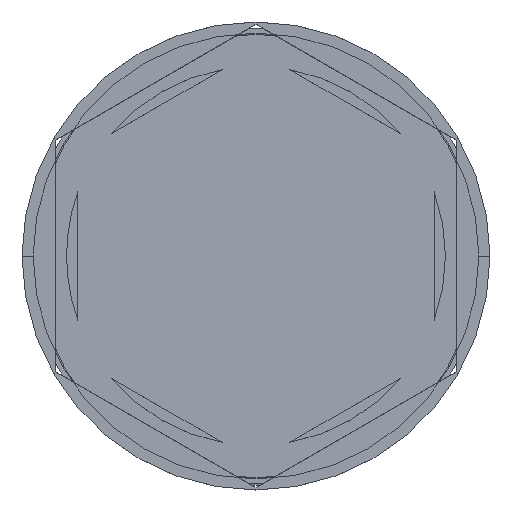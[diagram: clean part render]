
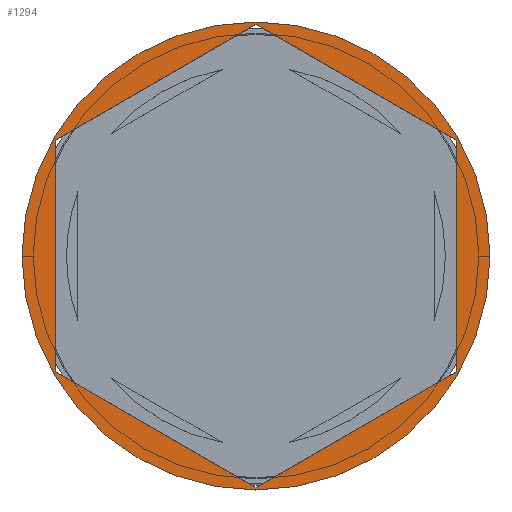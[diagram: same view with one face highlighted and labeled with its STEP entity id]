
A CAD part, top view. The second image highlights one B-rep face of the part: STEP entity #1294.
In plain terms, the highlighted planar face has unit normal (0, 0, 1).
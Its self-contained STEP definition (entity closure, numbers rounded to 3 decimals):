
#55 = LINE ( 'NONE', #843, #2332 ) ;
#64 = CARTESIAN_POINT ( 'NONE',  ( 10.5, 0., 0. ) ) ;
#97 = EDGE_CURVE ( 'NONE', #1678, #1749, #104, .T. ) ;
#104 = LINE ( 'NONE', #1272, #1027 ) ;
#143 = DIRECTION ( 'NONE',  ( -0.866, 0.5, 0. ) ) ;
#144 = CARTESIAN_POINT ( 'NONE',  ( 0., -10.392, 0. ) ) ;
#173 = DIRECTION ( 'NONE',  ( 0., 0., 1. ) ) ;
#175 = VECTOR ( 'NONE', #143, 1000. ) ;
#208 = VERTEX_POINT ( 'NONE', #569 ) ;
#213 = CIRCLE ( 'NONE', #2359, 10.5 ) ;
#235 = ORIENTED_EDGE ( 'NONE', *, *, #2512, .F. ) ;
#237 = CARTESIAN_POINT ( 'NONE',  ( 0., 0., 0. ) ) ;
#238 = ORIENTED_EDGE ( 'NONE', *, *, #585, .F. ) ;
#257 = EDGE_CURVE ( 'NONE', #573, #1177, #213, .T. ) ;
#267 = CARTESIAN_POINT ( 'NONE',  ( 0., 0., 0. ) ) ;
#269 = DIRECTION ( 'NONE',  ( -0.866, -0.5, 0. ) ) ;
#290 = DIRECTION ( 'NONE',  ( 0.866, -0.5, 0. ) ) ;
#344 = VECTOR ( 'NONE', #553, 1000. ) ;
#448 = FACE_BOUND ( 'NONE', #2307, .T. ) ;
#553 = DIRECTION ( 'NONE',  ( 0.866, 0.5, 0. ) ) ;
#569 = CARTESIAN_POINT ( 'NONE',  ( 9., -5.196, 0. ) ) ;
#573 = VERTEX_POINT ( 'NONE', #2453 ) ;
#585 = EDGE_CURVE ( 'NONE', #2554, #1467, #1329, .T. ) ;
#675 = DIRECTION ( 'NONE',  ( 0., -1., 0. ) ) ;
#686 = ORIENTED_EDGE ( 'NONE', *, *, #97, .F. ) ;
#732 = CARTESIAN_POINT ( 'NONE',  ( 0., 0., 0. ) ) ;
#760 = EDGE_CURVE ( 'NONE', #1749, #1067, #2431, .T. ) ;
#788 = AXIS2_PLACEMENT_3D ( 'NONE', #267, #877, #931 ) ;
#791 = AXIS2_PLACEMENT_3D ( 'NONE', #237, #1624, #1238 ) ;
#843 = CARTESIAN_POINT ( 'NONE',  ( 9., -5.196, 0. ) ) ;
#847 = CARTESIAN_POINT ( 'NONE',  ( -9., 5.196, 0. ) ) ;
#877 = DIRECTION ( 'NONE',  ( 0., 0., 1. ) ) ;
#891 = ORIENTED_EDGE ( 'NONE', *, *, #257, .T. ) ;
#893 = CARTESIAN_POINT ( 'NONE',  ( 9., 5.196, 0. ) ) ;
#899 = CARTESIAN_POINT ( 'NONE',  ( -9., -5.196, 0. ) ) ;
#931 = DIRECTION ( 'NONE',  ( 1., 0., 0. ) ) ;
#939 = EDGE_LOOP ( 'NONE', ( #2006, #891 ) ) ;
#1027 = VECTOR ( 'NONE', #675, 1000. ) ;
#1046 = DIRECTION ( 'NONE',  ( 0., 1., 0. ) ) ;
#1067 = VERTEX_POINT ( 'NONE', #1154 ) ;
#1115 = LINE ( 'NONE', #144, #344 ) ;
#1154 = CARTESIAN_POINT ( 'NONE',  ( 0., -10.392, 0. ) ) ;
#1163 = DIRECTION ( 'NONE',  ( 1., 0., 0. ) ) ;
#1177 = VERTEX_POINT ( 'NONE', #64 ) ;
#1238 = DIRECTION ( 'NONE',  ( 1., 0., 0. ) ) ;
#1241 = FACE_OUTER_BOUND ( 'NONE', #939, .T. ) ;
#1272 = CARTESIAN_POINT ( 'NONE',  ( -9., 5.196, 0. ) ) ;
#1294 = ADVANCED_FACE ( 'NONE', ( #448, #1241 ), #2033, .T. ) ;
#1329 = LINE ( 'NONE', #2062, #175 ) ;
#1424 = LINE ( 'NONE', #2223, #2461 ) ;
#1467 = VERTEX_POINT ( 'NONE', #2335 ) ;
#1481 = CIRCLE ( 'NONE', #791, 10.5 ) ;
#1624 = DIRECTION ( 'NONE',  ( 0., 0., 1. ) ) ;
#1626 = EDGE_CURVE ( 'NONE', #1177, #573, #1481, .T. ) ;
#1678 = VERTEX_POINT ( 'NONE', #847 ) ;
#1718 = ORIENTED_EDGE ( 'NONE', *, *, #2493, .F. ) ;
#1749 = VERTEX_POINT ( 'NONE', #899 ) ;
#1790 = ORIENTED_EDGE ( 'NONE', *, *, #2220, .F. ) ;
#1941 = VECTOR ( 'NONE', #290, 1000. ) ;
#2006 = ORIENTED_EDGE ( 'NONE', *, *, #1626, .T. ) ;
#2033 = PLANE ( 'NONE',  #788 ) ;
#2062 = CARTESIAN_POINT ( 'NONE',  ( 9., 5.196, 0. ) ) ;
#2081 = ORIENTED_EDGE ( 'NONE', *, *, #760, .F. ) ;
#2220 = EDGE_CURVE ( 'NONE', #1067, #208, #1115, .T. ) ;
#2223 = CARTESIAN_POINT ( 'NONE',  ( 0., 10.392, 0. ) ) ;
#2307 = EDGE_LOOP ( 'NONE', ( #238, #235, #1790, #2081, #686, #1718 ) ) ;
#2332 = VECTOR ( 'NONE', #1046, 1000. ) ;
#2335 = CARTESIAN_POINT ( 'NONE',  ( 0., 10.392, 0. ) ) ;
#2359 = AXIS2_PLACEMENT_3D ( 'NONE', #732, #173, #1163 ) ;
#2420 = CARTESIAN_POINT ( 'NONE',  ( -9., -5.196, 0. ) ) ;
#2431 = LINE ( 'NONE', #2420, #1941 ) ;
#2453 = CARTESIAN_POINT ( 'NONE',  ( -10.5, 0., 0. ) ) ;
#2461 = VECTOR ( 'NONE', #269, 1000. ) ;
#2493 = EDGE_CURVE ( 'NONE', #1467, #1678, #1424, .T. ) ;
#2512 = EDGE_CURVE ( 'NONE', #208, #2554, #55, .T. ) ;
#2554 = VERTEX_POINT ( 'NONE', #893 ) ;
